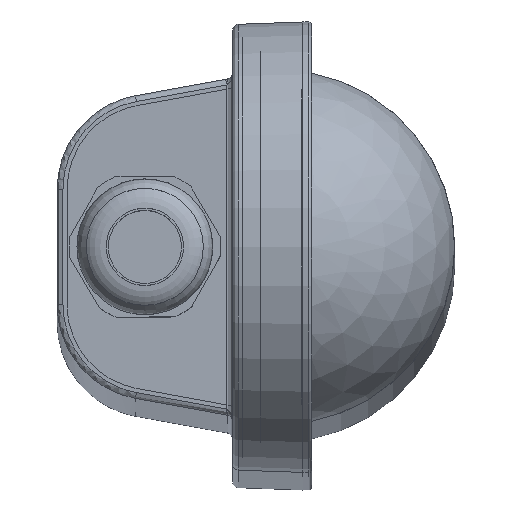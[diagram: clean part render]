
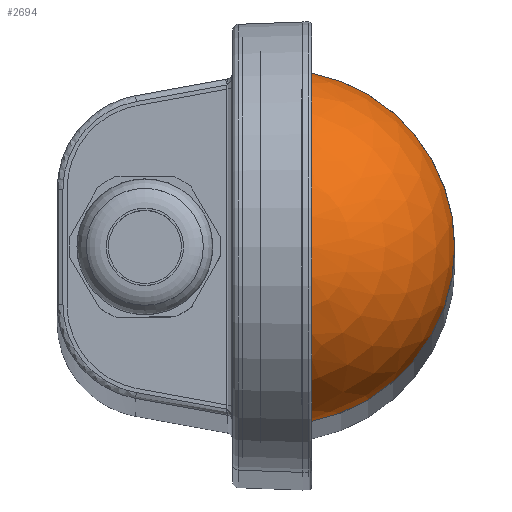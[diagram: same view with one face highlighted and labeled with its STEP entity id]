
A CAD part, top view. The second image highlights one B-rep face of the part: STEP entity #2694.
In plain terms, the highlighted spherical face has radius 30.365 mm.
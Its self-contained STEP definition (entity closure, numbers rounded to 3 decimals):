
#760 = DIRECTION ( 'NONE',  ( -1., 0., 0. ) ) ;
#1057 = EDGE_CURVE ( 'NONE', #4810, #1900, #3857, .T. ) ;
#1073 = SPHERICAL_SURFACE ( 'NONE', #4500, 30.365 ) ;
#1087 = CIRCLE ( 'NONE', #5880, 30.365 ) ;
#1449 = CARTESIAN_POINT ( 'NONE',  ( 0., 861., -37.594 ) ) ;
#1644 = CARTESIAN_POINT ( 'NONE',  ( 0., 861., -37.594 ) ) ;
#1748 = CARTESIAN_POINT ( 'NONE',  ( 0., 861., -43.5 ) ) ;
#1810 = DIRECTION ( 'NONE',  ( 0., 0., 1. ) ) ;
#1849 = EDGE_CURVE ( 'NONE', #1900, #4810, #1087, .T. ) ;
#1900 = VERTEX_POINT ( 'NONE', #5408 ) ;
#2081 = DIRECTION ( 'NONE',  ( -1., 0., 0. ) ) ;
#2634 = DIRECTION ( 'NONE',  ( 0., -1., 0. ) ) ;
#2694 = ADVANCED_FACE ( 'NONE', ( #2920 ), #1073, .T. ) ;
#2920 = FACE_OUTER_BOUND ( 'NONE', #5415, .T. ) ;
#3066 = AXIS2_PLACEMENT_3D ( 'NONE', #1748, #1810, #760 ) ;
#3857 = CIRCLE ( 'NONE', #3066, 29.785 ) ;
#3909 = DIRECTION ( 'NONE',  ( 0., -1., 0. ) ) ;
#4164 = ORIENTED_EDGE ( 'NONE', *, *, #1849, .F. ) ;
#4500 = AXIS2_PLACEMENT_3D ( 'NONE', #1449, #3909, #2081 ) ;
#4550 = DIRECTION ( 'NONE',  ( 1., 0., 0. ) ) ;
#4810 = VERTEX_POINT ( 'NONE', #5928 ) ;
#5408 = CARTESIAN_POINT ( 'NONE',  ( -29.785, 861., -43.5 ) ) ;
#5415 = EDGE_LOOP ( 'NONE', ( #4164, #5717 ) ) ;
#5717 = ORIENTED_EDGE ( 'NONE', *, *, #1057, .F. ) ;
#5880 = AXIS2_PLACEMENT_3D ( 'NONE', #1644, #2634, #4550 ) ;
#5928 = CARTESIAN_POINT ( 'NONE',  ( 29.785, 861., -43.5 ) ) ;
